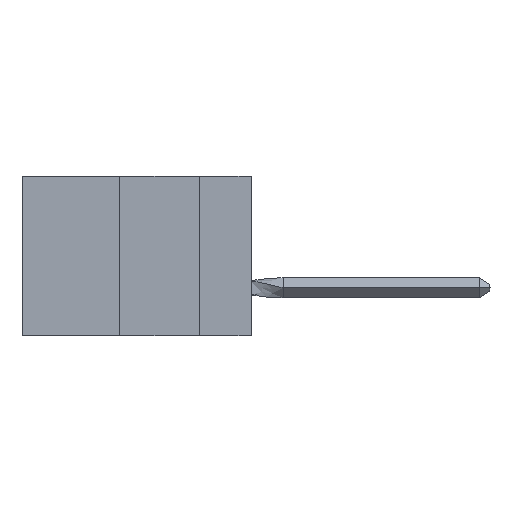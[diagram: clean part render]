
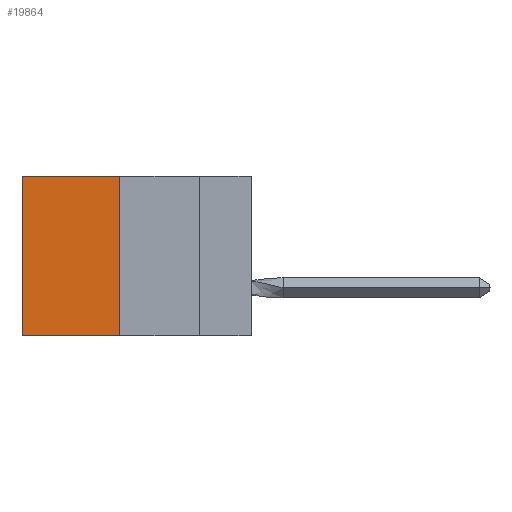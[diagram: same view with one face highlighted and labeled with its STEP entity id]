
A CAD part, left-side view. The second image highlights one B-rep face of the part: STEP entity #19864.
In plain terms, the highlighted planar face has unit normal (-1, 0, 0).
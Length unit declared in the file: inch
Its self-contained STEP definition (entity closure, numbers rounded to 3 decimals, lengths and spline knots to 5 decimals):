
#406 = EDGE_LOOP ( 'NONE', ( #10441, #4890, #2015, #2326 ) ) ;
#1060 = LINE ( 'NONE', #12944, #30035 ) ;
#2015 = ORIENTED_EDGE ( 'NONE', *, *, #12565, .F. ) ;
#2326 = ORIENTED_EDGE ( 'NONE', *, *, #30972, .T. ) ;
#2922 = PLANE ( 'NONE',  #27268 ) ;
#3095 = VERTEX_POINT ( 'NONE', #27003 ) ;
#3560 = CARTESIAN_POINT ( 'NONE',  ( 0.305, 0.413, 0. ) ) ;
#3647 = CARTESIAN_POINT ( 'NONE',  ( 0.305, 0.72, 0. ) ) ;
#3668 = VERTEX_POINT ( 'NONE', #3647 ) ;
#4890 = ORIENTED_EDGE ( 'NONE', *, *, #14661, .F. ) ;
#4901 = LINE ( 'NONE', #17862, #26348 ) ;
#5988 = VECTOR ( 'NONE', #7171, 39.37008 ) ;
#7171 = DIRECTION ( 'NONE',  ( 0., 0., -1. ) ) ;
#7862 = DIRECTION ( 'NONE',  ( 0., 1., 0. ) ) ;
#8798 = VERTEX_POINT ( 'NONE', #22603 ) ;
#9165 = LINE ( 'NONE', #15155, #5988 ) ;
#10441 = ORIENTED_EDGE ( 'NONE', *, *, #25111, .T. ) ;
#12565 = EDGE_CURVE ( 'NONE', #15357, #8798, #9165, .T. ) ;
#12944 = CARTESIAN_POINT ( 'NONE',  ( 0.305, 0.413, -0.5 ) ) ;
#14661 = EDGE_CURVE ( 'NONE', #8798, #3095, #1060, .T. ) ;
#15155 = CARTESIAN_POINT ( 'NONE',  ( 0.305, 0.413, -0.5 ) ) ;
#15357 = VERTEX_POINT ( 'NONE', #3560 ) ;
#15381 = CARTESIAN_POINT ( 'NONE',  ( 0.305, 0.413, -0.5 ) ) ;
#16276 = LINE ( 'NONE', #32701, #17861 ) ;
#17861 = VECTOR ( 'NONE', #19962, 39.37008 ) ;
#17862 = CARTESIAN_POINT ( 'NONE',  ( 0.305, 0.72, -0.5 ) ) ;
#19864 = ADVANCED_FACE ( 'NONE', ( #32234 ), #2922, .F. ) ;
#19962 = DIRECTION ( 'NONE',  ( 0., 1., 0. ) ) ;
#22603 = CARTESIAN_POINT ( 'NONE',  ( 0.305, 0.413, -0.5 ) ) ;
#25111 = EDGE_CURVE ( 'NONE', #3668, #3095, #4901, .T. ) ;
#25913 = DIRECTION ( 'NONE',  ( 0., 0., -1. ) ) ;
#26348 = VECTOR ( 'NONE', #30575, 39.37008 ) ;
#27003 = CARTESIAN_POINT ( 'NONE',  ( 0.305, 0.72, -0.5 ) ) ;
#27268 = AXIS2_PLACEMENT_3D ( 'NONE', #15381, #28114, #25913 ) ;
#28114 = DIRECTION ( 'NONE',  ( 1., 0., 0. ) ) ;
#30035 = VECTOR ( 'NONE', #7862, 39.37008 ) ;
#30575 = DIRECTION ( 'NONE',  ( 0., 0., -1. ) ) ;
#30972 = EDGE_CURVE ( 'NONE', #15357, #3668, #16276, .T. ) ;
#32234 = FACE_OUTER_BOUND ( 'NONE', #406, .T. ) ;
#32701 = CARTESIAN_POINT ( 'NONE',  ( 0.305, 0.413, 0. ) ) ;
